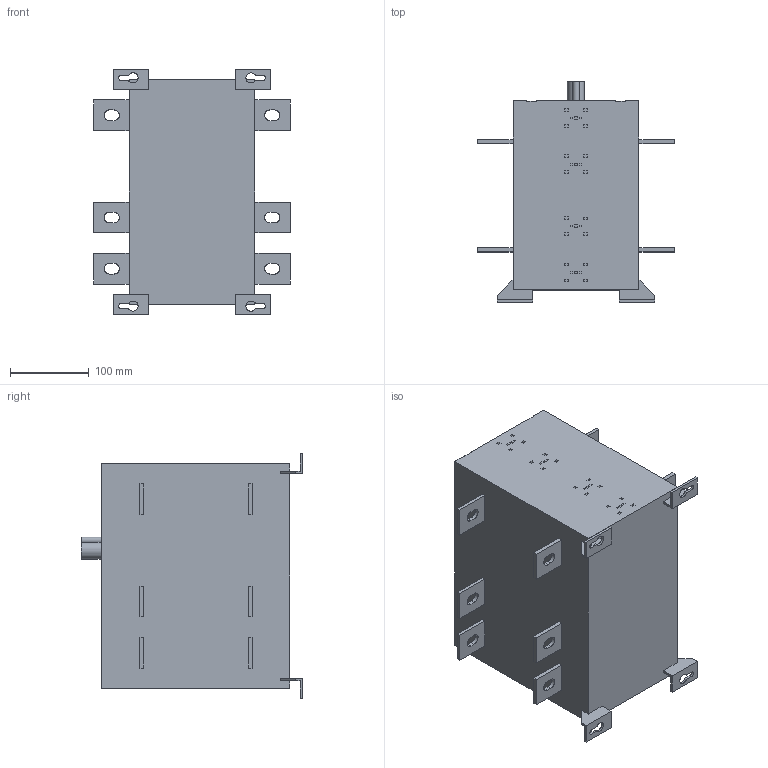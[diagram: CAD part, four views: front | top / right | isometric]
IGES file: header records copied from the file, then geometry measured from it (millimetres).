
Global section: file name: OT630-800E12C.igs; preprocessor: I-DEAS 3D IGES Translator 11; date: 20110427.093257; units: millimetre
Bounding box: 250 x 281 x 311 mm (x, y, z)
Volume: 11104812.3 mm3; surface area: 371435.4 mm2
Topology: 1 solids, 1 shells, 477 faces, 1211 edges, 809 vertices
Faces by surface type: bspline 477
